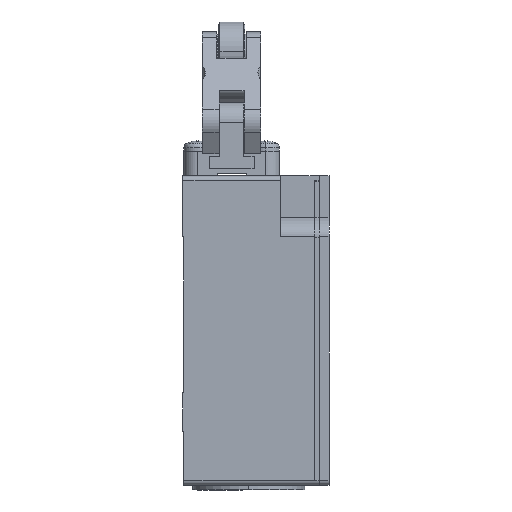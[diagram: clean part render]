
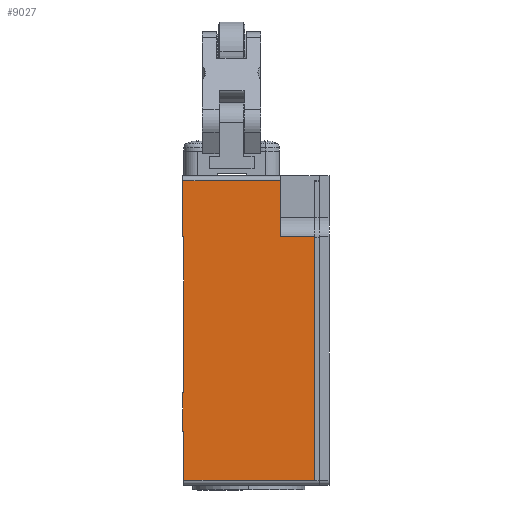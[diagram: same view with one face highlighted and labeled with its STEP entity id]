
A CAD part, left-side view. The second image highlights one B-rep face of the part: STEP entity #9027.
In plain terms, the highlighted planar face has unit normal (-1, 0, 0).
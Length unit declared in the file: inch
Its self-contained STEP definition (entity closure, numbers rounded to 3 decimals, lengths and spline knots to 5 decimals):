
#33 = CARTESIAN_POINT ( 'NONE',  ( -0.59055, -0.64961, 2.50001 ) ) ;
#536 = ORIENTED_EDGE ( 'NONE', *, *, #10789, .T. ) ;
#744 = CARTESIAN_POINT ( 'NONE',  ( -0.59055, 0.52362, 0.07874 ) ) ;
#746 = EDGE_LOOP ( 'NONE', ( #9846, #5129, #8632, #7467, #4086, #9033, #5067, #7191, #4904, #536, #9194, #4849 ) ) ;
#794 = VECTOR ( 'NONE', #1382, 39.37008 ) ;
#826 = DIRECTION ( 'NONE',  ( 0., 0., -1. ) ) ;
#930 = DIRECTION ( 'NONE',  ( 0., 0., -1. ) ) ;
#935 = CARTESIAN_POINT ( 'NONE',  ( -0.59055, 0.52362, 0.03937 ) ) ;
#1340 = VERTEX_POINT ( 'NONE', #10280 ) ;
#1354 = EDGE_CURVE ( 'NONE', #1575, #1340, #3463, .T. ) ;
#1382 = DIRECTION ( 'NONE',  ( 0., 1., 0. ) ) ;
#1575 = VERTEX_POINT ( 'NONE', #11245 ) ;
#1632 = VERTEX_POINT ( 'NONE', #3138 ) ;
#1684 = CARTESIAN_POINT ( 'NONE',  ( -0.59055, 0.52362, 2.04724 ) ) ;
#2463 = VECTOR ( 'NONE', #9963, 39.37008 ) ;
#2477 = CARTESIAN_POINT ( 'NONE',  ( -0.59055, -0.64961, 0.07874 ) ) ;
#2811 = VERTEX_POINT ( 'NONE', #11506 ) ;
#2955 = CARTESIAN_POINT ( 'NONE',  ( -0.59055, -0.25591, 2.50001 ) ) ;
#3138 = CARTESIAN_POINT ( 'NONE',  ( -0.59055, -0.5315, 2.04725 ) ) ;
#3259 = VECTOR ( 'NONE', #826, 39.37008 ) ;
#3463 = LINE ( 'NONE', #6650, #11208 ) ;
#3717 = DIRECTION ( 'NONE',  ( 0., 0., -1. ) ) ;
#3761 = EDGE_CURVE ( 'NONE', #1632, #7211, #11842, .T. ) ;
#3856 = VECTOR ( 'NONE', #3979, 39.37008 ) ;
#3908 = DIRECTION ( 'NONE',  ( 0., 0., -1. ) ) ;
#3918 = LINE ( 'NONE', #2955, #3856 ) ;
#3979 = DIRECTION ( 'NONE',  ( 0., 0., 1. ) ) ;
#4030 = EDGE_CURVE ( 'NONE', #9652, #9688, #4500, .T. ) ;
#4086 = ORIENTED_EDGE ( 'NONE', *, *, #5423, .T. ) ;
#4404 = VECTOR ( 'NONE', #4802, 39.37008 ) ;
#4500 = LINE ( 'NONE', #8453, #9059 ) ;
#4621 = VECTOR ( 'NONE', #3717, 39.37008 ) ;
#4707 = EDGE_CURVE ( 'NONE', #2811, #1575, #5849, .T. ) ;
#4800 = CARTESIAN_POINT ( 'NONE',  ( -0.59055, 0.52362, 0.7874 ) ) ;
#4802 = DIRECTION ( 'NONE',  ( 0., -1., 0. ) ) ;
#4840 = FACE_OUTER_BOUND ( 'NONE', #746, .T. ) ;
#4849 = ORIENTED_EDGE ( 'NONE', *, *, #1354, .T. ) ;
#4904 = ORIENTED_EDGE ( 'NONE', *, *, #5065, .T. ) ;
#4953 = CARTESIAN_POINT ( 'NONE',  ( -0.59055, -0.25591, 2.04725 ) ) ;
#4989 = LINE ( 'NONE', #9790, #4404 ) ;
#5065 = EDGE_CURVE ( 'NONE', #7478, #10919, #10946, .T. ) ;
#5067 = ORIENTED_EDGE ( 'NONE', *, *, #6701, .T. ) ;
#5129 = ORIENTED_EDGE ( 'NONE', *, *, #10898, .T. ) ;
#5390 = DIRECTION ( 'NONE',  ( 0., -1., 0. ) ) ;
#5423 = EDGE_CURVE ( 'NONE', #10698, #9652, #3918, .T. ) ;
#5452 = CARTESIAN_POINT ( 'NONE',  ( -0.59055, -0.5315, 0.07874 ) ) ;
#5565 = CARTESIAN_POINT ( 'NONE',  ( -0.59055, -0.25591, 2.50001 ) ) ;
#5663 = LINE ( 'NONE', #11884, #6483 ) ;
#5753 = VECTOR ( 'NONE', #5390, 39.37008 ) ;
#5849 = LINE ( 'NONE', #9807, #6392 ) ;
#6179 = EDGE_CURVE ( 'NONE', #10139, #7478, #4989, .T. ) ;
#6392 = VECTOR ( 'NONE', #930, 39.37008 ) ;
#6483 = VECTOR ( 'NONE', #12796, 39.37008 ) ;
#6650 = CARTESIAN_POINT ( 'NONE',  ( -0.59055, -0.64961, 0.47244 ) ) ;
#6701 = EDGE_CURVE ( 'NONE', #9688, #10139, #6708, .T. ) ;
#6708 = LINE ( 'NONE', #7671, #4621 ) ;
#6773 = VERTEX_POINT ( 'NONE', #744 ) ;
#6774 = LINE ( 'NONE', #935, #8854 ) ;
#6838 = EDGE_CURVE ( 'NONE', #1632, #10698, #5663, .T. ) ;
#6964 = CARTESIAN_POINT ( 'NONE',  ( -0.59055, -0.5315, 1.28938 ) ) ;
#7191 = ORIENTED_EDGE ( 'NONE', *, *, #6179, .T. ) ;
#7211 = VERTEX_POINT ( 'NONE', #5452 ) ;
#7397 = LINE ( 'NONE', #2477, #5753 ) ;
#7467 = ORIENTED_EDGE ( 'NONE', *, *, #6838, .T. ) ;
#7478 = VERTEX_POINT ( 'NONE', #1684 ) ;
#7671 = CARTESIAN_POINT ( 'NONE',  ( -0.59055, 0.5315, 1.28938 ) ) ;
#8112 = CARTESIAN_POINT ( 'NONE',  ( -0.59055, -0.64961, 0.7874 ) ) ;
#8453 = CARTESIAN_POINT ( 'NONE',  ( -0.59055, -0.64961, 2.50001 ) ) ;
#8601 = AXIS2_PLACEMENT_3D ( 'NONE', #33, #10931, #8847 ) ;
#8632 = ORIENTED_EDGE ( 'NONE', *, *, #3761, .F. ) ;
#8847 = DIRECTION ( 'NONE',  ( 0., 0., 1. ) ) ;
#8854 = VECTOR ( 'NONE', #3908, 39.37008 ) ;
#9027 = ADVANCED_FACE ( 'NONE', ( #4840 ), #11839, .T. ) ;
#9033 = ORIENTED_EDGE ( 'NONE', *, *, #4030, .T. ) ;
#9059 = VECTOR ( 'NONE', #12416, 39.37008 ) ;
#9194 = ORIENTED_EDGE ( 'NONE', *, *, #4707, .T. ) ;
#9448 = CARTESIAN_POINT ( 'NONE',  ( -0.59055, 0.5315, 2.04724 ) ) ;
#9652 = VERTEX_POINT ( 'NONE', #5565 ) ;
#9688 = VERTEX_POINT ( 'NONE', #10634 ) ;
#9790 = CARTESIAN_POINT ( 'NONE',  ( -0.59055, 0.52362, 2.04724 ) ) ;
#9807 = CARTESIAN_POINT ( 'NONE',  ( -0.59055, 0.5315, 1.28938 ) ) ;
#9846 = ORIENTED_EDGE ( 'NONE', *, *, #10673, .T. ) ;
#9963 = DIRECTION ( 'NONE',  ( 0., 0., -1. ) ) ;
#10139 = VERTEX_POINT ( 'NONE', #9448 ) ;
#10202 = LINE ( 'NONE', #8112, #794 ) ;
#10280 = CARTESIAN_POINT ( 'NONE',  ( -0.59055, 0.52362, 0.47244 ) ) ;
#10477 = DIRECTION ( 'NONE',  ( 0., -1., 0. ) ) ;
#10634 = CARTESIAN_POINT ( 'NONE',  ( -0.59055, 0.5315, 2.50001 ) ) ;
#10673 = EDGE_CURVE ( 'NONE', #1340, #6773, #6774, .T. ) ;
#10698 = VERTEX_POINT ( 'NONE', #4953 ) ;
#10789 = EDGE_CURVE ( 'NONE', #10919, #2811, #10202, .T. ) ;
#10898 = EDGE_CURVE ( 'NONE', #6773, #7211, #7397, .T. ) ;
#10919 = VERTEX_POINT ( 'NONE', #11437 ) ;
#10931 = DIRECTION ( 'NONE',  ( -1., 0., 0. ) ) ;
#10946 = LINE ( 'NONE', #4800, #2463 ) ;
#11208 = VECTOR ( 'NONE', #10477, 39.37008 ) ;
#11245 = CARTESIAN_POINT ( 'NONE',  ( -0.59055, 0.5315, 0.47244 ) ) ;
#11437 = CARTESIAN_POINT ( 'NONE',  ( -0.59055, 0.52362, 0.7874 ) ) ;
#11506 = CARTESIAN_POINT ( 'NONE',  ( -0.59055, 0.5315, 0.7874 ) ) ;
#11839 = PLANE ( 'NONE',  #8601 ) ;
#11842 = LINE ( 'NONE', #6964, #3259 ) ;
#11884 = CARTESIAN_POINT ( 'NONE',  ( -0.59055, -0.64961, 2.04725 ) ) ;
#12416 = DIRECTION ( 'NONE',  ( 0., 1., 0. ) ) ;
#12796 = DIRECTION ( 'NONE',  ( 0., 1., 0. ) ) ;
